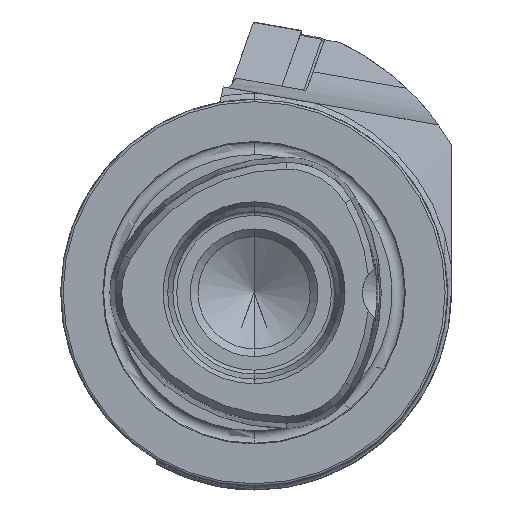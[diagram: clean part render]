
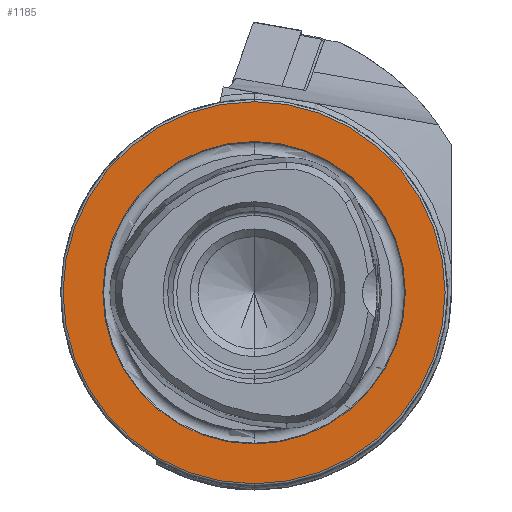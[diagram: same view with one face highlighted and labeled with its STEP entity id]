
A CAD part, left-side view. The second image highlights one B-rep face of the part: STEP entity #1185.
In plain terms, the highlighted planar face has unit normal (-1, 0, 0).
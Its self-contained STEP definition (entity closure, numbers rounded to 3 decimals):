
#432 = CIRCLE ( 'NONE', #6491, 19.55 ) ;
#439 = CIRCLE ( 'NONE', #6494, 24.7 ) ;
#610 = CIRCLE ( 'NONE', #6537, 24.7 ) ;
#611 = CIRCLE ( 'NONE', #6538, 19.55 ) ;
#1185 = ADVANCED_FACE ( 'NONE', ( #10816, #10810 ), #8240, .F. ) ;
#2087 = CARTESIAN_POINT ( 'NONE',  ( 0., 0., 0. ) ) ;
#2088 = DIRECTION ( 'NONE',  ( -1., 0., 0. ) ) ;
#2089 = DIRECTION ( 'NONE',  ( 0., 0., 1. ) ) ;
#2090 = CARTESIAN_POINT ( 'NONE',  ( 0., 0., 0. ) ) ;
#2091 = DIRECTION ( 'NONE',  ( -1., 0., 0. ) ) ;
#2092 = DIRECTION ( 'NONE',  ( 0., 0., 1. ) ) ;
#3175 = ORIENTED_EDGE ( 'NONE', *, *, #7818, .F. ) ;
#3178 = ORIENTED_EDGE ( 'NONE', *, *, #4752, .F. ) ;
#3179 = ORIENTED_EDGE ( 'NONE', *, *, #4756, .T. ) ;
#3180 = ORIENTED_EDGE ( 'NONE', *, *, #7817, .T. ) ;
#4752 = EDGE_CURVE ( 'NONE', #8322, #8324, #432, .T. ) ;
#4756 = EDGE_CURVE ( 'NONE', #8326, #8327, #439, .T. ) ;
#6473 = EDGE_LOOP ( 'NONE', ( #3175, #3178 ) ) ;
#6491 = AXIS2_PLACEMENT_3D ( 'NONE', #9552, #9553, #9554 ) ;
#6494 = AXIS2_PLACEMENT_3D ( 'NONE', #9563, #9564, #9565 ) ;
#6537 = AXIS2_PLACEMENT_3D ( 'NONE', #2087, #2088, #2089 ) ;
#6538 = AXIS2_PLACEMENT_3D ( 'NONE', #2090, #2091, #2092 ) ;
#7817 = EDGE_CURVE ( 'NONE', #8327, #8326, #610, .T. ) ;
#7818 = EDGE_CURVE ( 'NONE', #8324, #8322, #611, .T. ) ;
#8237 = CARTESIAN_POINT ( 'NONE',  ( 0., 19.55, 0. ) ) ;
#8240 = PLANE ( 'NONE',  #8850 ) ;
#8242 = DIRECTION ( 'NONE',  ( 1., 0., 0. ) ) ;
#8243 = DIRECTION ( 'NONE',  ( 0., 0., -1. ) ) ;
#8322 = VERTEX_POINT ( 'NONE', #9998 ) ;
#8324 = VERTEX_POINT ( 'NONE', #10000 ) ;
#8326 = VERTEX_POINT ( 'NONE', #10002 ) ;
#8327 = VERTEX_POINT ( 'NONE', #10003 ) ;
#8412 = EDGE_LOOP ( 'NONE', ( #3179, #3180 ) ) ;
#8850 = AXIS2_PLACEMENT_3D ( 'NONE', #8237, #8242, #8243 ) ;
#9552 = CARTESIAN_POINT ( 'NONE',  ( 0., 0., 0. ) ) ;
#9553 = DIRECTION ( 'NONE',  ( -1., 0., 0. ) ) ;
#9554 = DIRECTION ( 'NONE',  ( 0., 0., 1. ) ) ;
#9563 = CARTESIAN_POINT ( 'NONE',  ( 0., 0., 0. ) ) ;
#9564 = DIRECTION ( 'NONE',  ( -1., 0., 0. ) ) ;
#9565 = DIRECTION ( 'NONE',  ( 0., 0., 1. ) ) ;
#9998 = CARTESIAN_POINT ( 'NONE',  ( 0., 0., -19.55 ) ) ;
#10000 = CARTESIAN_POINT ( 'NONE',  ( 0., 0., 19.55 ) ) ;
#10002 = CARTESIAN_POINT ( 'NONE',  ( 0., 0., 24.7 ) ) ;
#10003 = CARTESIAN_POINT ( 'NONE',  ( 0., 0., -24.7 ) ) ;
#10810 = FACE_OUTER_BOUND ( 'NONE', #8412, .T. ) ;
#10816 = FACE_BOUND ( 'NONE', #6473, .T. ) ;
